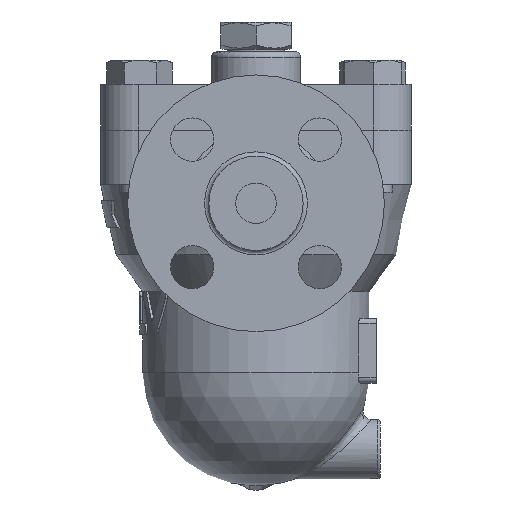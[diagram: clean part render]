
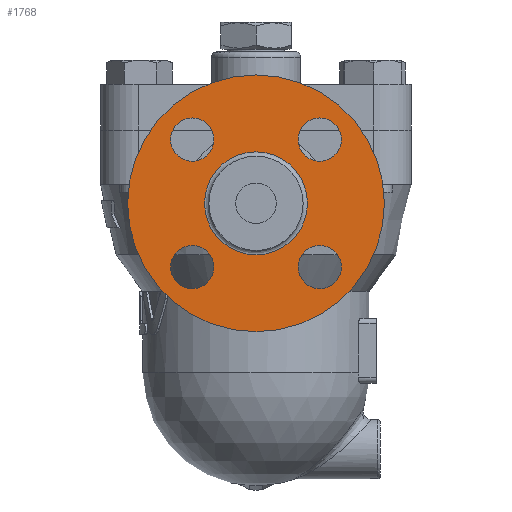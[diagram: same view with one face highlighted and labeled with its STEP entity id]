
A CAD part, left-side view. The second image highlights one B-rep face of the part: STEP entity #1768.
In plain terms, the highlighted planar face has unit normal (-1, 0, 0).
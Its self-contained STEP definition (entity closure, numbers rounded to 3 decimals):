
#1682=CARTESIAN_POINT('',(-107.9,0.,-7.95));
#1683=VERTEX_POINT('',#1682);
#1684=CARTESIAN_POINT('',(-107.9,0.0,-27.));
#1685=DIRECTION('',(-1.0,0.0,0.0));
#1686=DIRECTION('',(0.0,0.0,-1.0));
#1687=AXIS2_PLACEMENT_3D('',#1684,#1685,#1686);
#1688=CIRCLE('',#1687,19.05);
#1689=EDGE_CURVE('',#1683,#1683,#1688,.T.);
#1705=CARTESIAN_POINT('',(-107.9,0.0,5.475));
#1706=DIRECTION('',(-1.0,0.0,0.0));
#1707=DIRECTION('',(0.0,0.0,1.0));
#1708=AXIS2_PLACEMENT_3D('',#1705,#1706,#1707);
#1709=PLANE('',#1708);
#1710=CARTESIAN_POINT('',(-107.9,0.0,20.5));
#1711=VERTEX_POINT('',#1710);
#1712=CARTESIAN_POINT('',(-107.9,0.0,-27.));
#1713=DIRECTION('',(-1.0,0.0,0.0));
#1714=DIRECTION('',(0.0,0.0,1.0));
#1715=AXIS2_PLACEMENT_3D('',#1712,#1713,#1714);
#1716=CIRCLE('',#1715,47.5);
#1717=EDGE_CURVE('',#1711,#1711,#1716,.T.);
#1718=ORIENTED_EDGE('',*,*,#1717,.T.);
#1719=EDGE_LOOP('',(#1718));
#1720=FACE_OUTER_BOUND('',#1719,.T.);
#1721=CARTESIAN_POINT('',(-107.9,-23.582,4.582));
#1722=VERTEX_POINT('',#1721);
#1723=CARTESIAN_POINT('',(-107.9,-23.582,-3.418));
#1724=DIRECTION('',(1.0,0.0,0.0));
#1725=DIRECTION('',(0.0,0.0,1.0));
#1726=AXIS2_PLACEMENT_3D('',#1723,#1724,#1725);
#1727=CIRCLE('',#1726,8.0);
#1728=EDGE_CURVE('',#1722,#1722,#1727,.T.);
#1729=ORIENTED_EDGE('',*,*,#1728,.T.);
#1730=EDGE_LOOP('',(#1729));
#1731=FACE_BOUND('',#1730,.T.);
#1732=CARTESIAN_POINT('',(-107.9,31.582,-3.418));
#1733=VERTEX_POINT('',#1732);
#1734=CARTESIAN_POINT('',(-107.9,23.582,-3.418));
#1735=DIRECTION('',(1.0,0.0,0.0));
#1736=DIRECTION('',(0.0,1.0,0.0));
#1737=AXIS2_PLACEMENT_3D('',#1734,#1735,#1736);
#1738=CIRCLE('',#1737,8.0);
#1739=EDGE_CURVE('',#1733,#1733,#1738,.T.);
#1740=ORIENTED_EDGE('',*,*,#1739,.T.);
#1741=EDGE_LOOP('',(#1740));
#1742=FACE_BOUND('',#1741,.T.);
#1743=CARTESIAN_POINT('',(-107.9,23.582,-58.582));
#1744=VERTEX_POINT('',#1743);
#1745=CARTESIAN_POINT('',(-107.9,23.582,-50.582));
#1746=DIRECTION('',(1.0,0.0,0.0));
#1747=DIRECTION('',(0.0,0.0,-1.0));
#1748=AXIS2_PLACEMENT_3D('',#1745,#1746,#1747);
#1749=CIRCLE('',#1748,8.0);
#1750=EDGE_CURVE('',#1744,#1744,#1749,.T.);
#1751=ORIENTED_EDGE('',*,*,#1750,.T.);
#1752=EDGE_LOOP('',(#1751));
#1753=FACE_BOUND('',#1752,.T.);
#1754=CARTESIAN_POINT('',(-107.9,-31.582,-50.582));
#1755=VERTEX_POINT('',#1754);
#1756=CARTESIAN_POINT('',(-107.9,-23.582,-50.582));
#1757=DIRECTION('',(1.0,0.0,0.0));
#1758=DIRECTION('',(0.0,-1.0,0.0));
#1759=AXIS2_PLACEMENT_3D('',#1756,#1757,#1758);
#1760=CIRCLE('',#1759,8.0);
#1761=EDGE_CURVE('',#1755,#1755,#1760,.T.);
#1762=ORIENTED_EDGE('',*,*,#1761,.T.);
#1763=EDGE_LOOP('',(#1762));
#1764=FACE_BOUND('',#1763,.T.);
#1765=ORIENTED_EDGE('',*,*,#1689,.F.);
#1766=EDGE_LOOP('',(#1765));
#1767=FACE_BOUND('',#1766,.T.);
#1768=ADVANCED_FACE('',(#1720,#1731,#1742,#1753,#1764,#1767),#1709,.T.);
